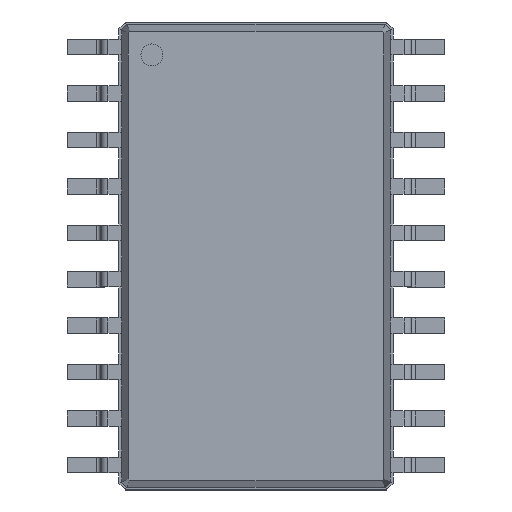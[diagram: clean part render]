
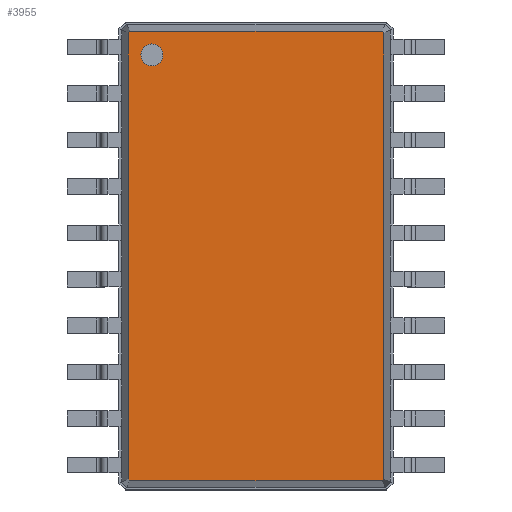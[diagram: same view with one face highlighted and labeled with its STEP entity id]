
A CAD part, top view. The second image highlights one B-rep face of the part: STEP entity #3955.
In plain terms, the highlighted planar face has unit normal (0, 0, 1).
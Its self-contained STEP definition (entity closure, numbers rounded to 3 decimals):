
#1548 = VERTEX_POINT('',#1549);
#1549 = CARTESIAN_POINT('',(3.497,-6.098,2.55));
#1554 = EDGE_CURVE('',#1555,#1548,#1557,.T.);
#1555 = VERTEX_POINT('',#1556);
#1556 = CARTESIAN_POINT('',(3.497,6.098,2.55));
#1557 = LINE('',#1558,#1559);
#1558 = CARTESIAN_POINT('',(3.497,6.098,2.55));
#1559 = VECTOR('',#1560,1.);
#1560 = DIRECTION('',(0.,-1.,0.));
#3938 = EDGE_CURVE('',#3939,#1555,#3941,.T.);
#3939 = VERTEX_POINT('',#3940);
#3940 = CARTESIAN_POINT('',(3.448,6.147,2.55));
#3941 = LINE('',#3942,#3943);
#3942 = CARTESIAN_POINT('',(3.448,6.147,2.55));
#3943 = VECTOR('',#3944,1.);
#3944 = DIRECTION('',(0.707,-0.707,0.));
#3955 = ADVANCED_FACE('',(#3956,#4006),#4017,.T.);
#3956 = FACE_BOUND('',#3957,.T.);
#3957 = EDGE_LOOP('',(#3958,#3966,#3974,#3982,#3990,#3998,#4004,#4005));
#3958 = ORIENTED_EDGE('',*,*,#3959,.F.);
#3959 = EDGE_CURVE('',#3960,#3939,#3962,.T.);
#3960 = VERTEX_POINT('',#3961);
#3961 = CARTESIAN_POINT('',(-3.448,6.147,2.55));
#3962 = LINE('',#3963,#3964);
#3963 = CARTESIAN_POINT('',(-3.448,6.147,2.55));
#3964 = VECTOR('',#3965,1.);
#3965 = DIRECTION('',(1.,0.,0.));
#3966 = ORIENTED_EDGE('',*,*,#3967,.F.);
#3967 = EDGE_CURVE('',#3968,#3960,#3970,.T.);
#3968 = VERTEX_POINT('',#3969);
#3969 = CARTESIAN_POINT('',(-3.497,6.098,2.55));
#3970 = LINE('',#3971,#3972);
#3971 = CARTESIAN_POINT('',(-3.497,6.098,2.55));
#3972 = VECTOR('',#3973,1.);
#3973 = DIRECTION('',(0.707,0.707,0.));
#3974 = ORIENTED_EDGE('',*,*,#3975,.F.);
#3975 = EDGE_CURVE('',#3976,#3968,#3978,.T.);
#3976 = VERTEX_POINT('',#3977);
#3977 = CARTESIAN_POINT('',(-3.497,-6.098,2.55));
#3978 = LINE('',#3979,#3980);
#3979 = CARTESIAN_POINT('',(-3.497,-6.098,2.55));
#3980 = VECTOR('',#3981,1.);
#3981 = DIRECTION('',(0.,1.,0.));
#3982 = ORIENTED_EDGE('',*,*,#3983,.F.);
#3983 = EDGE_CURVE('',#3984,#3976,#3986,.T.);
#3984 = VERTEX_POINT('',#3985);
#3985 = CARTESIAN_POINT('',(-3.448,-6.147,2.55));
#3986 = LINE('',#3987,#3988);
#3987 = CARTESIAN_POINT('',(-3.448,-6.147,2.55));
#3988 = VECTOR('',#3989,1.);
#3989 = DIRECTION('',(-0.707,0.707,0.));
#3990 = ORIENTED_EDGE('',*,*,#3991,.F.);
#3991 = EDGE_CURVE('',#3992,#3984,#3994,.T.);
#3992 = VERTEX_POINT('',#3993);
#3993 = CARTESIAN_POINT('',(3.448,-6.147,2.55));
#3994 = LINE('',#3995,#3996);
#3995 = CARTESIAN_POINT('',(3.448,-6.147,2.55));
#3996 = VECTOR('',#3997,1.);
#3997 = DIRECTION('',(-1.,0.,0.));
#3998 = ORIENTED_EDGE('',*,*,#3999,.F.);
#3999 = EDGE_CURVE('',#1548,#3992,#4000,.T.);
#4000 = LINE('',#4001,#4002);
#4001 = CARTESIAN_POINT('',(3.497,-6.098,2.55));
#4002 = VECTOR('',#4003,1.);
#4003 = DIRECTION('',(-0.707,-0.707,0.));
#4004 = ORIENTED_EDGE('',*,*,#1554,.F.);
#4005 = ORIENTED_EDGE('',*,*,#3938,.F.);
#4006 = FACE_BOUND('',#4007,.T.);
#4007 = EDGE_LOOP('',(#4008));
#4008 = ORIENTED_EDGE('',*,*,#4009,.F.);
#4009 = EDGE_CURVE('',#4010,#4010,#4012,.T.);
#4010 = VERTEX_POINT('',#4011);
#4011 = CARTESIAN_POINT('',(-2.847,5.197,2.55));
#4012 = CIRCLE('',#4013,0.3);
#4013 = AXIS2_PLACEMENT_3D('',#4014,#4015,#4016);
#4014 = CARTESIAN_POINT('',(-2.847,5.497,2.55));
#4015 = DIRECTION('',(0.,0.,1.));
#4016 = DIRECTION('',(0.,-1.,0.));
#4017 = PLANE('',#4018);
#4018 = AXIS2_PLACEMENT_3D('',#4019,#4020,#4021);
#4019 = CARTESIAN_POINT('',(-3.448,6.147,2.55));
#4020 = DIRECTION('',(0.,0.,1.));
#4021 = DIRECTION('',(0.489,-0.872,0.));
